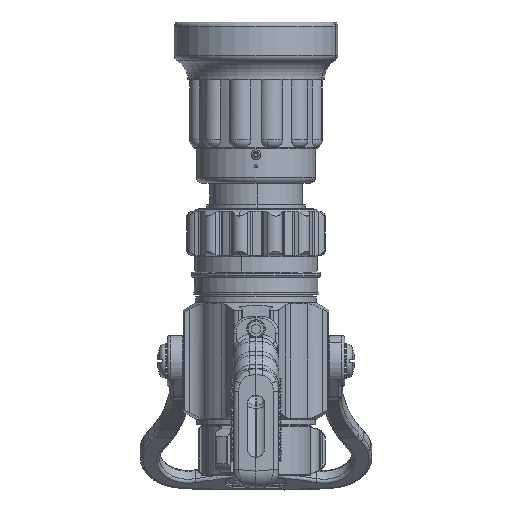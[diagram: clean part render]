
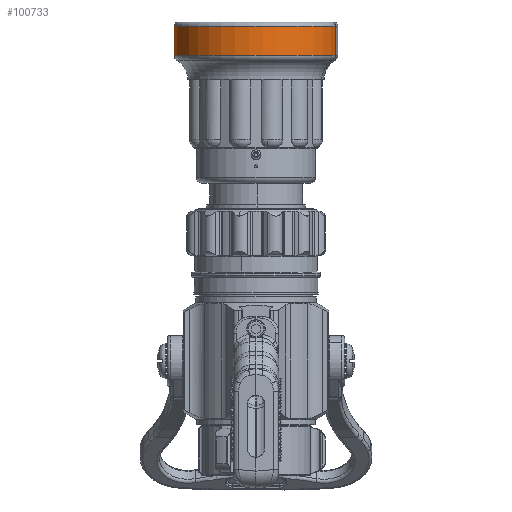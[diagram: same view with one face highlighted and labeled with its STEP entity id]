
A CAD part, front view. The second image highlights one B-rep face of the part: STEP entity #100733.
In plain terms, the highlighted cylindrical face has radius 46.038 mm (diameter 92.075 mm), a partial arc.
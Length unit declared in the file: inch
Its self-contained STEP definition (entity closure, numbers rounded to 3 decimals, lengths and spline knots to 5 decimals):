
#5004 = ORIENTED_EDGE ( 'NONE', *, *, #7020, .F. ) ;
#5005 = ORIENTED_EDGE ( 'NONE', *, *, #7031, .T. ) ;
#5006 = ORIENTED_EDGE ( 'NONE', *, *, #7022, .T. ) ;
#5007 = ORIENTED_EDGE ( 'NONE', *, *, #7034, .F. ) ;
#7020 = EDGE_CURVE ( 'NONE', #11040, #33552, #58695, .T. ) ;
#7022 = EDGE_CURVE ( 'NONE', #11045, #33549, #58698, .T. ) ;
#7031 = EDGE_CURVE ( 'NONE', #11040, #11045, #58708, .T. ) ;
#7034 = EDGE_CURVE ( 'NONE', #33552, #33549, #58711, .T. ) ;
#11040 = VERTEX_POINT ( 'NONE', #70615 ) ;
#11045 = VERTEX_POINT ( 'NONE', #70618 ) ;
#33549 = VERTEX_POINT ( 'NONE', #48195 ) ;
#33552 = VERTEX_POINT ( 'NONE', #48203 ) ;
#34622 = EDGE_LOOP ( 'NONE', ( #5004, #5005, #5006, #5007 ) ) ;
#48195 = CARTESIAN_POINT ( 'NONE',  ( 2.58969, -0.00223, -1.8125 ) ) ;
#48203 = CARTESIAN_POINT ( 'NONE',  ( 2.58969, -0.00223, 1.8125 ) ) ;
#49878 = AXIS2_PLACEMENT_3D ( 'NONE', #61698, #61692, #61690 ) ;
#55398 = FACE_OUTER_BOUND ( 'NONE', #34622, .T. ) ;
#55402 = CYLINDRICAL_SURFACE ( 'NONE', #49878, 1.8125 ) ;
#58695 = LINE ( 'NONE', #69966, #58700 ) ;
#58698 = LINE ( 'NONE', #69970, #58704 ) ;
#58700 = VECTOR ( 'NONE', #69956, 39.37008 ) ;
#58704 = VECTOR ( 'NONE', #69971, 39.37008 ) ;
#58708 = CIRCLE ( 'NONE', #67815, 1.8125 ) ;
#58711 = CIRCLE ( 'NONE', #67816, 1.8125 ) ;
#61690 = DIRECTION ( 'NONE',  ( 0., 0., -1. ) ) ;
#61692 = DIRECTION ( 'NONE',  ( 1., 0., 0. ) ) ;
#61698 = CARTESIAN_POINT ( 'NONE',  ( 1.94896, -0.00223, 0. ) ) ;
#67815 = AXIS2_PLACEMENT_3D ( 'NONE', #69981, #69982, #69983 ) ;
#67816 = AXIS2_PLACEMENT_3D ( 'NONE', #69984, #69985, #69986 ) ;
#69956 = DIRECTION ( 'NONE',  ( 1., 0., 0. ) ) ;
#69966 = CARTESIAN_POINT ( 'NONE',  ( 1.94896, -0.00223, 1.8125 ) ) ;
#69970 = CARTESIAN_POINT ( 'NONE',  ( 1.94896, -0.00223, -1.8125 ) ) ;
#69971 = DIRECTION ( 'NONE',  ( 1., 0., 0. ) ) ;
#69981 = CARTESIAN_POINT ( 'NONE',  ( 1.94896, -0.00223, 0. ) ) ;
#69982 = DIRECTION ( 'NONE',  ( 1., 0., 0. ) ) ;
#69983 = DIRECTION ( 'NONE',  ( 0., 0., -1. ) ) ;
#69984 = CARTESIAN_POINT ( 'NONE',  ( 2.58969, -0.00223, 0. ) ) ;
#69985 = DIRECTION ( 'NONE',  ( 1., 0., 0. ) ) ;
#69986 = DIRECTION ( 'NONE',  ( 0., 0., -1. ) ) ;
#70615 = CARTESIAN_POINT ( 'NONE',  ( 1.94896, -0.00223, 1.8125 ) ) ;
#70618 = CARTESIAN_POINT ( 'NONE',  ( 1.94896, -0.00223, -1.8125 ) ) ;
#100733 = ADVANCED_FACE ( 'NONE', ( #55398 ), #55402, .T. ) ;
